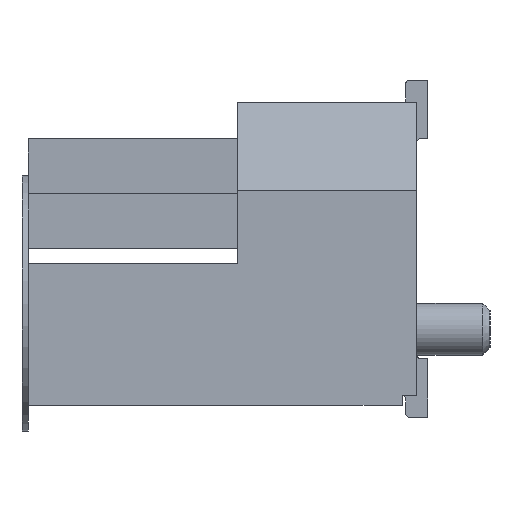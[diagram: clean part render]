
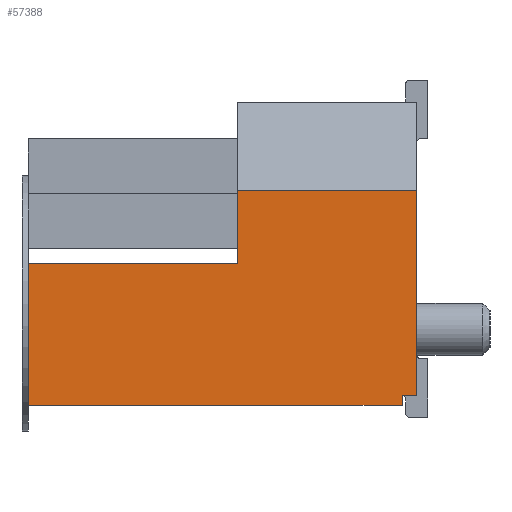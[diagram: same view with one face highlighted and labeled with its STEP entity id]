
A CAD part, left-side view. The second image highlights one B-rep face of the part: STEP entity #57388.
In plain terms, the highlighted planar face has unit normal (-1, 0, 0).
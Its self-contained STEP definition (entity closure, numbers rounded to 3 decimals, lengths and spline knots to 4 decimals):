
#2387=ORIENTED_EDGE('',*,*,#19679,.F.);
#2388=ORIENTED_EDGE('',*,*,#19680,.F.);
#2389=ORIENTED_EDGE('',*,*,#19038,.T.);
#2390=ORIENTED_EDGE('',*,*,#19681,.F.);
#2391=ORIENTED_EDGE('',*,*,#19682,.F.);
#2392=ORIENTED_EDGE('',*,*,#19683,.F.);
#2393=ORIENTED_EDGE('',*,*,#19684,.F.);
#2394=ORIENTED_EDGE('',*,*,#18708,.T.);
#18708=EDGE_CURVE('',#27435,#27434,#33094,.T.);
#19038=EDGE_CURVE('',#27765,#27764,#33422,.T.);
#19679=EDGE_CURVE('',#28245,#27434,#34063,.T.);
#19680=EDGE_CURVE('',#27765,#28245,#34064,.T.);
#19681=EDGE_CURVE('',#28246,#27764,#34065,.T.);
#19682=EDGE_CURVE('',#28247,#28246,#34066,.T.);
#19683=EDGE_CURVE('',#28248,#28247,#34067,.T.);
#19684=EDGE_CURVE('',#27435,#28248,#34068,.T.);
#27434=VERTEX_POINT('',#79405);
#27435=VERTEX_POINT('',#79407);
#27764=VERTEX_POINT('',#80066);
#27765=VERTEX_POINT('',#80068);
#28245=VERTEX_POINT('',#81270);
#28246=VERTEX_POINT('',#81273);
#28247=VERTEX_POINT('',#81275);
#28248=VERTEX_POINT('',#81277);
#33094=LINE('',#79406,#41012);
#33422=LINE('',#80067,#41340);
#34063=LINE('',#81269,#41981);
#34064=LINE('',#81271,#41982);
#34065=LINE('',#81272,#41983);
#34066=LINE('',#81274,#41984);
#34067=LINE('',#81276,#41985);
#34068=LINE('',#81278,#41986);
#41012=VECTOR('',#64018,1000.);
#41340=VECTOR('',#64352,1000.);
#41981=VECTOR('',#65155,1000.);
#41982=VECTOR('',#65156,1000.);
#41983=VECTOR('',#65157,1000.);
#41984=VECTOR('',#65158,1000.);
#41985=VECTOR('',#65159,1000.);
#41986=VECTOR('',#65160,1000.);
#49013=EDGE_LOOP('',(#2387,#2388,#2389,#2390,#2391,#2392,#2393,#2394));
#51943=FACE_BOUND('',#49013,.T.);
#54871=PLANE('',#60363);
#57388=ADVANCED_FACE('',(#51943),#54871,.F.);
#60363=AXIS2_PLACEMENT_3D('',#81268,#65153,#65154);
#64018=DIRECTION('',(0.,-1.,0.));
#64352=DIRECTION('',(0.,0.,1.));
#65153=DIRECTION('',(1.,0.,0.));
#65154=DIRECTION('',(0.,0.,-1.));
#65155=DIRECTION('',(0.,0.,-1.));
#65156=DIRECTION('',(0.,1.,0.));
#65157=DIRECTION('',(0.,-1.,0.));
#65158=DIRECTION('',(0.,0.,1.));
#65159=DIRECTION('',(0.,-1.,0.));
#65160=DIRECTION('',(0.,0.,1.));
#79405=CARTESIAN_POINT('',(-15.0725,0.2,-2.14));
#79406=CARTESIAN_POINT('',(-15.0725,2.443,-2.14));
#79407=CARTESIAN_POINT('',(-15.0725,5.3,-2.14));
#80066=CARTESIAN_POINT('',(-15.0725,0.,0.7979));
#80067=CARTESIAN_POINT('',(-15.0725,0.,-2.14));
#80068=CARTESIAN_POINT('',(-15.0725,0.,-2.));
#81268=CARTESIAN_POINT('',(-15.0725,2.443,-2.14));
#81269=CARTESIAN_POINT('',(-15.0725,0.2,-2.14));
#81270=CARTESIAN_POINT('',(-15.0725,0.2,-2.));
#81271=CARTESIAN_POINT('',(-15.0725,2.443,-2.));
#81272=CARTESIAN_POINT('',(-15.0725,2.443,0.7979));
#81273=CARTESIAN_POINT('',(-15.0725,2.443,0.7979));
#81274=CARTESIAN_POINT('',(-15.0725,2.443,-2.14));
#81275=CARTESIAN_POINT('',(-15.0725,2.443,-0.2));
#81276=CARTESIAN_POINT('',(-15.0725,5.3,-0.2));
#81277=CARTESIAN_POINT('',(-15.0725,5.3,-0.2));
#81278=CARTESIAN_POINT('',(-15.0725,5.3,-2.14));
